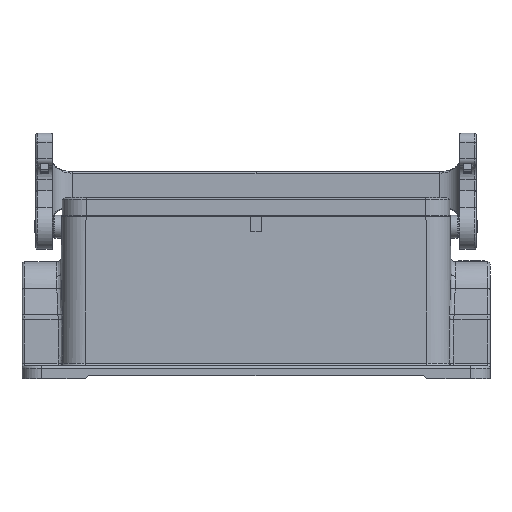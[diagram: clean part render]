
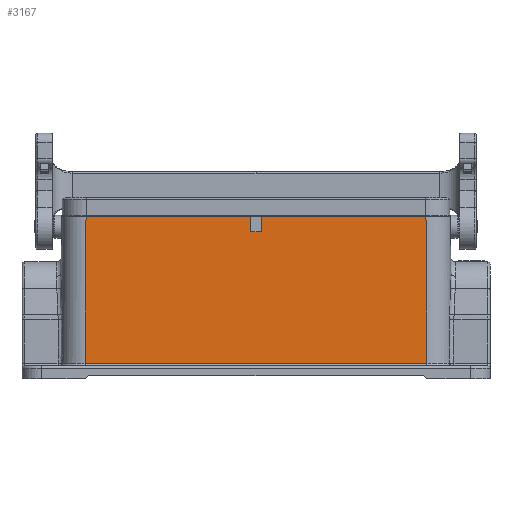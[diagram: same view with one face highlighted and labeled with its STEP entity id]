
A CAD part, front view. The second image highlights one B-rep face of the part: STEP entity #3167.
In plain terms, the highlighted planar face has unit normal (0, -1, 0.007).
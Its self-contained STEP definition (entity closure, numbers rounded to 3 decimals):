
#2235=FACE_OUTER_BOUND('',#4189,.T.);
#3167=ADVANCED_FACE('',(#2235),#3748,.F.);
#3748=PLANE('',#15540);
#4189=EDGE_LOOP('',(#5403,#5404,#5405,#5406,#5407,#5408,#5409,#5410));
#5403=ORIENTED_EDGE('',*,*,#9092,.T.);
#5404=ORIENTED_EDGE('',*,*,#9093,.T.);
#5405=ORIENTED_EDGE('',*,*,#9094,.T.);
#5406=ORIENTED_EDGE('',*,*,#8932,.T.);
#5407=ORIENTED_EDGE('',*,*,#9095,.T.);
#5408=ORIENTED_EDGE('',*,*,#9096,.T.);
#5409=ORIENTED_EDGE('',*,*,#9097,.T.);
#5410=ORIENTED_EDGE('',*,*,#8938,.T.);
#8010=VERTEX_POINT('',#22040);
#8011=VERTEX_POINT('',#22041);
#8014=VERTEX_POINT('',#22049);
#8015=VERTEX_POINT('',#22051);
#8137=VERTEX_POINT('',#22423);
#8138=VERTEX_POINT('',#22425);
#8139=VERTEX_POINT('',#22428);
#8140=VERTEX_POINT('',#22430);
#8932=EDGE_CURVE('',#8010,#8011,#12356,.T.);
#8938=EDGE_CURVE('',#8015,#8014,#12358,.T.);
#9092=EDGE_CURVE('',#8014,#8137,#12457,.T.);
#9093=EDGE_CURVE('',#8137,#8138,#12458,.T.);
#9094=EDGE_CURVE('',#8138,#8010,#12459,.T.);
#9095=EDGE_CURVE('',#8011,#8139,#12460,.T.);
#9096=EDGE_CURVE('',#8139,#8140,#12461,.T.);
#9097=EDGE_CURVE('',#8140,#8015,#12462,.T.);
#12356=LINE('',#22039,#13290);
#12358=LINE('',#22050,#13292);
#12457=LINE('',#22422,#13391);
#12458=LINE('',#22424,#13392);
#12459=LINE('',#22426,#13393);
#12460=LINE('',#22427,#13394);
#12461=LINE('',#22429,#13395);
#12462=LINE('',#22431,#13396);
#13290=VECTOR('',#16912,1.);
#13292=VECTOR('',#16922,1.);
#13391=VECTOR('',#17175,1.);
#13392=VECTOR('',#17176,1.);
#13393=VECTOR('',#17177,1.);
#13394=VECTOR('',#17178,1.);
#13395=VECTOR('',#17179,1.);
#13396=VECTOR('',#17180,1.);
#15540=AXIS2_PLACEMENT_3D('',#22432,#17181,#17182);
#16912=DIRECTION('',(-1.,0.,0.));
#16922=DIRECTION('',(-1.,0.,0.));
#17175=DIRECTION('',(-0.007,-0.007,-1.));
#17176=DIRECTION('',(1.,0.,0.));
#17177=DIRECTION('',(-0.007,0.007,1.));
#17178=DIRECTION('',(0.,-0.007,-1.));
#17179=DIRECTION('',(-1.,0.,0.));
#17180=DIRECTION('',(0.,0.007,1.));
#17181=DIRECTION('',(0.,1.,-0.007));
#17182=DIRECTION('',(0.,-0.007,-1.));
#22039=CARTESIAN_POINT('',(-200.,-21.5,5.7));
#22040=CARTESIAN_POINT('',(52.3,-21.5,5.7));
#22041=CARTESIAN_POINT('',(1.6,-21.5,5.7));
#22049=CARTESIAN_POINT('',(-52.3,-21.5,5.7));
#22050=CARTESIAN_POINT('',(-200.,-21.5,5.7));
#22051=CARTESIAN_POINT('',(-1.6,-21.5,5.7));
#22422=CARTESIAN_POINT('',(-52.601,-21.825,-40.299));
#22423=CARTESIAN_POINT('',(-52.595,-21.819,-39.456));
#22424=CARTESIAN_POINT('',(-200.,-21.819,-39.456));
#22425=CARTESIAN_POINT('',(52.595,-21.819,-39.456));
#22426=CARTESIAN_POINT('',(52.301,-21.5,5.651));
#22427=CARTESIAN_POINT('',(1.6,-21.5,5.7));
#22428=CARTESIAN_POINT('',(1.6,-21.533,1.));
#22429=CARTESIAN_POINT('',(-200.,-21.533,1.));
#22430=CARTESIAN_POINT('',(-1.6,-21.533,1.));
#22431=CARTESIAN_POINT('',(-1.6,-21.5,5.7));
#22432=CARTESIAN_POINT('',(-200.,-21.5,5.7));
